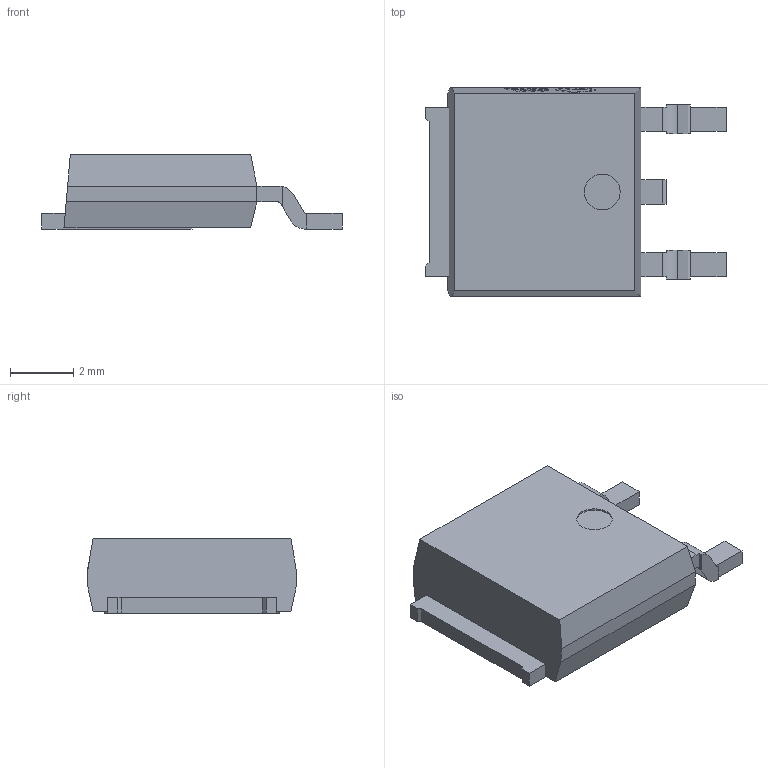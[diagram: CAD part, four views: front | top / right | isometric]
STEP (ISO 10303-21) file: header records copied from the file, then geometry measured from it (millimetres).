
FILE_DESCRIPTION (( 'STEP AP214' ), '1' );
FILE_NAME ('TO-252-3L_L6.6-W6.1-P4.60-LS9.5-BR-CW.step', '2022-08-01T12:56:50', ( '' ), ( '' ), 'SwSTEP 2.0', 'SolidWorks 2020', '' );
FILE_SCHEMA (( 'AUTOMOTIVE_DESIGN' ));
Length unit declared in the file: millimetre
Products named in the file (1): TO-252-3L_L6.6-W6.1-P4.60-LS9.5-BR-CW
Bounding box: 9.5 x 6.6 x 2.35 mm (x, y, z)
Volume: 93.6 mm3; surface area: 158 mm2
Topology: 1 solids, 1 shells, 310 faces, 844 edges, 556 vertices
Faces by surface type: plane 200, bspline 98, cylinder 12
Entity records: 13632 total; most frequent: CARTESIAN_POINT 3017, ORIENTED_EDGE 1688, DIRECTION 1098, EDGE_CURVE 844, LINE 616, VECTOR 616, VERTEX_POINT 556, EDGE_LOOP 330
